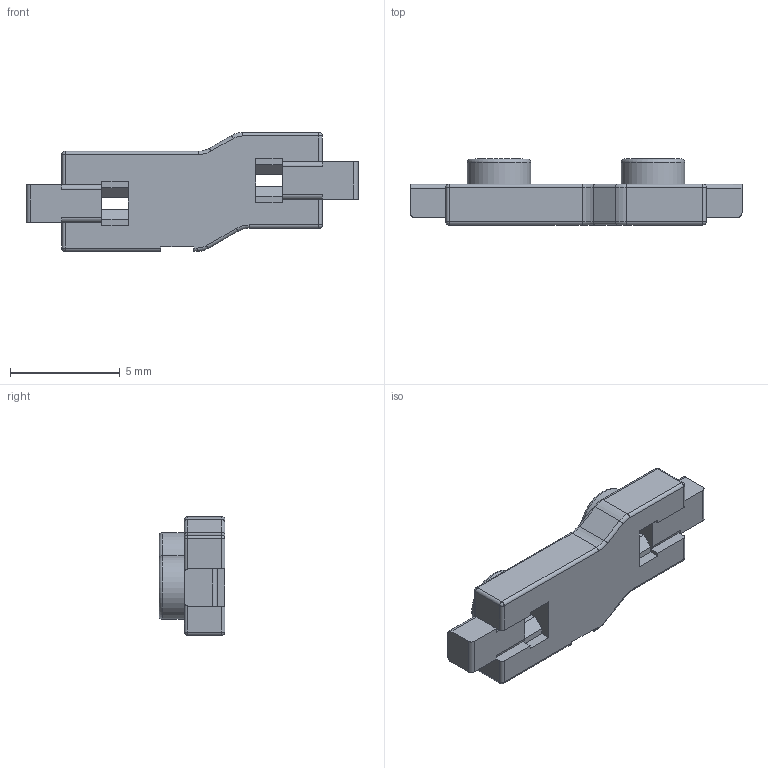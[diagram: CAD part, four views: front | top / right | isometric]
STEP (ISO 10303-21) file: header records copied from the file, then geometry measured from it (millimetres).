
FILE_DESCRIPTION(/* description */ (''),/* implementation_level */ '2;1');
FILE_NAME(/* name */ 'Gateron-KS33-Socket.step',/* time_stamp */ '2024-03-06T22:47:45+09:00',/* author */ (''),/* organization */ (''),/* preprocessor_version */ 'ST-DEVELOPER v20',/* originating_system */ 'Autodesk Translation Framework v12.20.1.177',/* authorisation */ '');
FILE_SCHEMA (('AUTOMOTIVE_DESIGN { 1 0 10303 214 3 1 1 }'));
Length unit declared in the file: millimetre
Products named in the file (1): Gateron-KS33-Socket
Bounding box: 15.1 x 3 x 5.4 mm (x, y, z)
Volume: 112.2 mm3; surface area: 225.1 mm2
Topology: 1 solids, 1 shells, 141 faces, 361 edges, 218 vertices
Faces by surface type: plane 72, cylinder 51, torus 10, sphere 8
Full cylindrical faces by diameter (mm): 2.9 x2
Entity records: 4341 total; most frequent: DIRECTION 765, CARTESIAN_POINT 757, ORIENTED_EDGE 722, EDGE_CURVE 361, AXIS2_PLACEMENT_3D 266, LINE 233, VECTOR 233, VERTEX_POINT 218
